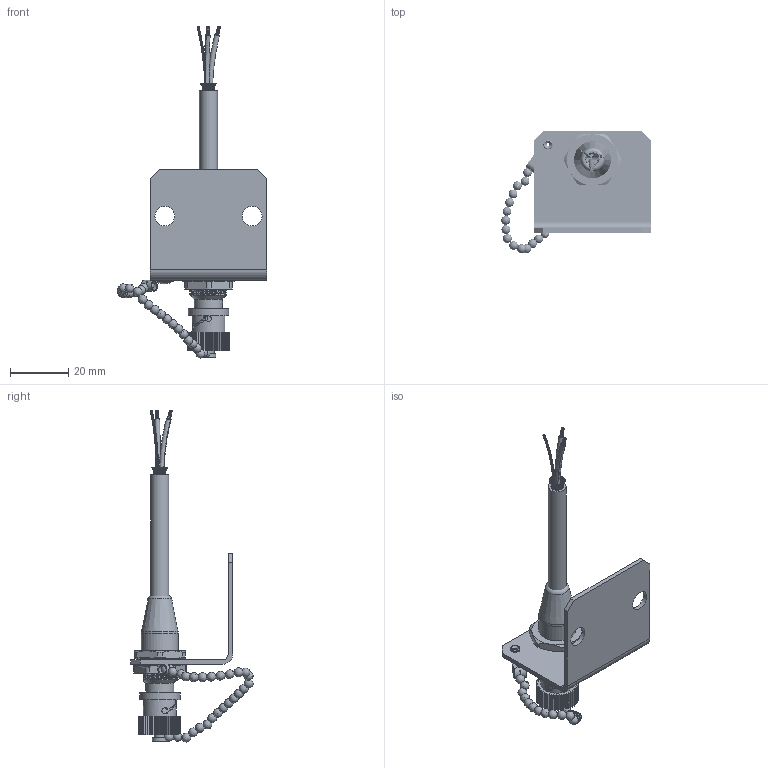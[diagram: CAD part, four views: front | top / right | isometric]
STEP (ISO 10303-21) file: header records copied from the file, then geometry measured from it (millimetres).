
FILE_DESCRIPTION(/* description */ (''),/* implementation_level */ '2;1');
FILE_NAME(/* name */ 'EB.stp',/* time_stamp */ '2025-05-20T07:58:03-04:00',/* author */ ('cthayer'),/* organization */ (''),/* preprocessor_version */ 'ST-DEVELOPER v20',/* originating_system */ 'Autodesk Inventor 2025',/* authorisation */ '');
FILE_SCHEMA (('AUTOMOTIVE_DESIGN { 1 0 10303 214 3 1 1 }'));
Products named in the file (13): EB; CBP10319 ; C-1-1337434-0; TOL12721 STRAIN RELIEF; CB103; 91113A031_Zinc-Plated Steel Internal-Tooth Lock Washer; 91847A575_18-8 Stainless Steel Thin Hex Nut; CBP10319, rivet; JBP10067_CURVE (2); JBP10067, BNC CAP COVERS; JBP10067, LINK, FOR BALL AND CHAIN, FOR CATALOG; JBP10067, BALL, FOR BALL AND CHAIN, FOR CATALOG; JBP10067, CHAIN FOR BALL AND CHAIN, FOR CATALOG
Assembly tree (62 placements, depth 3):
  EB
    CBP10319 
    C-1-1337434-0
    TOL12721 STRAIN RELIEF
    CB103
    91113A031_Zinc-Plated Steel Internal-Tooth Lock Washer
    91847A575_18-8 Stainless Steel Thin Hex Nut
    CBP10319, rivet
    JBP10067_CURVE (2)
      JBP10067, CHAIN FOR BALL AND CHAIN, FOR CATALOG  x26
      JBP10067, BNC CAP COVERS
      JBP10067, LINK, FOR BALL AND CHAIN, FOR CATALOG
      JBP10067, BALL, FOR BALL AND CHAIN, FOR CATALOG  x26
Bounding box: 51.3 x 41.92 x 113.85 mm (x, y, z)
Volume: 11693.6 mm3; surface area: 13987.1 mm2
Topology: 99 solids, 99 shells, 1333 faces, 4108 edges, 2623 vertices
Faces by surface type: bspline 489, plane 461, cylinder 255, sphere 78, cone 26, torus 24
Full cylindrical faces by diameter (mm): 0.127 x19, 0.203 x38, 0.254 x1, 0.635 x26, 1.016 x1, 1.98 x2, 2.1 x1, 2.388 x1, 3.048 x1, 3.175 x1, 3.2 x1, 3.251 x1, 3.353 x1, 3.81 x2, 3.988 x1, 4.115 x1, 4.142 x1, 4.267 x1, 4.4 x1, 4.5 x1, 4.7 x1, 5.08 x1, 6.223 x1, 6.756 x2, 8.13 x1, 9.63 x2, 10.668 x1, 10.9 x1, 11.303 x1, 11.522 x2
Entity records: 71517 total; most frequent: CARTESIAN_POINT 39103, ORIENTED_EDGE 7572, DIRECTION 5428, EDGE_CURVE 3786, VERTEX_POINT 2423, AXIS2_PLACEMENT_3D 2300, B_SPLINE_CURVE_WITH_KNOTS 1455, CIRCLE 1422
